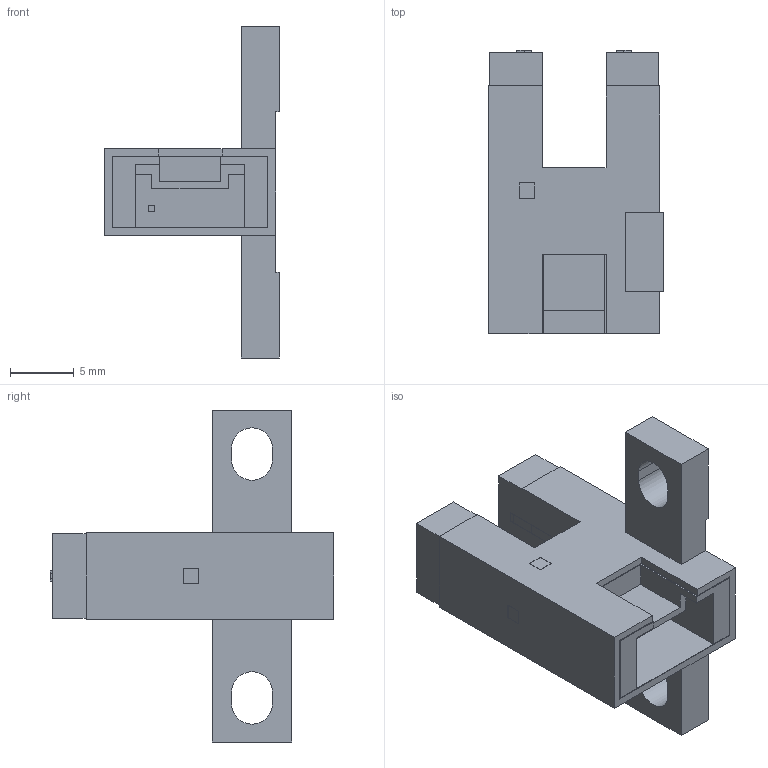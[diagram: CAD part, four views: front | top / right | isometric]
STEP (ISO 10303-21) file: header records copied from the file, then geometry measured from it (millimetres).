
FILE_DESCRIPTION (( 'STEP AP203' ), '1' );
FILE_NAME ('EE_SX972_C1.step', '2013-07-18T12:05:55', ( 'OSMC1.0 TAKUMI' ), ( 'TAKUMI-Engniaring' ), 'SwSTEP 2.0', 'SolidWorks 2002025', '' );
FILE_SCHEMA (( 'CONFIG_CONTROL_DESIGN' ));
Length unit declared in the file: millimetre
Products named in the file (1): EE_SX972_C1
Bounding box: 13.7 x 22.2 x 26 mm (x, y, z)
Volume: 1697.7 mm3; surface area: 1688.5 mm2
Topology: 1 solids, 1 shells, 132 faces, 370 edges, 246 vertices
Faces by surface type: plane 128, cylinder 4
Entity records: 4251 total; most frequent: CARTESIAN_POINT 749, ORIENTED_EDGE 740, DIRECTION 644, EDGE_CURVE 370, LINE 362, VECTOR 362, VERTEX_POINT 246, EDGE_LOOP 142
